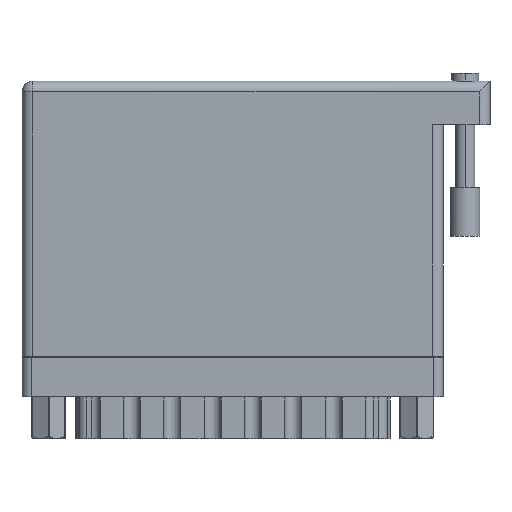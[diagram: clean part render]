
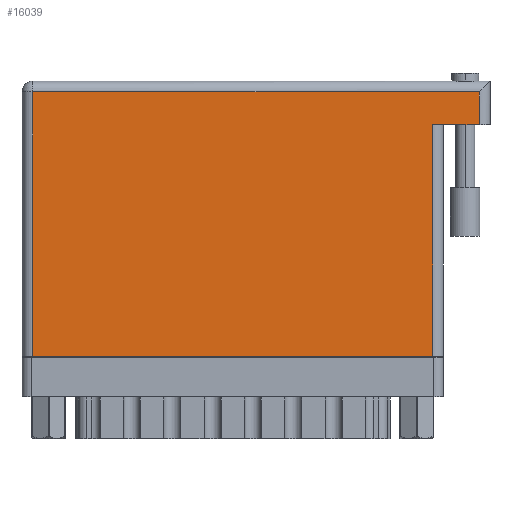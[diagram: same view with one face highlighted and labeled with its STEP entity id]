
A CAD part, front view. The second image highlights one B-rep face of the part: STEP entity #16039.
In plain terms, the highlighted face is planar.
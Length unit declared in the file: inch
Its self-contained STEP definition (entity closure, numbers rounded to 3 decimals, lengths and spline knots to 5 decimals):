
#336 = LINE ( 'NONE', #28638, #43934 ) ;
#3227 = EDGE_CURVE ( 'NONE', #45978, #6178, #11176, .T. ) ;
#5601 = LINE ( 'NONE', #51934, #32774 ) ;
#6178 = VERTEX_POINT ( 'NONE', #59544 ) ;
#6679 = CARTESIAN_POINT ( 'NONE',  ( 0.07, 0., 0. ) ) ;
#7263 = EDGE_CURVE ( 'NONE', #45978, #17883, #51174, .T. ) ;
#9556 = ORIENTED_EDGE ( 'NONE', *, *, #73400, .T. ) ;
#11176 = LINE ( 'NONE', #30182, #19908 ) ;
#11493 = CARTESIAN_POINT ( 'NONE',  ( 2.948, 1.495, 0. ) ) ;
#15185 = EDGE_CURVE ( 'NONE', #19464, #42512, #336, .T. ) ;
#15464 = ORIENTED_EDGE ( 'NONE', *, *, #16878, .T. ) ;
#15910 = ORIENTED_EDGE ( 'NONE', *, *, #15185, .T. ) ;
#16039 = ADVANCED_FACE ( 'NONE', ( #60307 ), #65407, .F. ) ;
#16878 = EDGE_CURVE ( 'NONE', #42512, #6178, #23442, .T. ) ;
#17048 = CARTESIAN_POINT ( 'NONE',  ( 2.948, 1.705, 0. ) ) ;
#17883 = VERTEX_POINT ( 'NONE', #17048 ) ;
#19464 = VERTEX_POINT ( 'NONE', #6679 ) ;
#19491 = EDGE_CURVE ( 'NONE', #22325, #19464, #5601, .T. ) ;
#19908 = VECTOR ( 'NONE', #42432, 39.37008 ) ;
#20488 = CARTESIAN_POINT ( 'NONE',  ( 2.648, 0., 0. ) ) ;
#22325 = VERTEX_POINT ( 'NONE', #56357 ) ;
#23442 = LINE ( 'NONE', #24899, #32220 ) ;
#24899 = CARTESIAN_POINT ( 'NONE',  ( 2.648, 1.495, 0. ) ) ;
#25453 = ORIENTED_EDGE ( 'NONE', *, *, #3227, .F. ) ;
#27853 = EDGE_LOOP ( 'NONE', ( #15910, #15464, #25453, #52465, #9556, #47052 ) ) ;
#28289 = CARTESIAN_POINT ( 'NONE',  ( 0., 1.775, 0. ) ) ;
#28638 = CARTESIAN_POINT ( 'NONE',  ( 0., 0., 0. ) ) ;
#28774 = VECTOR ( 'NONE', #57357, 39.37008 ) ;
#28937 = AXIS2_PLACEMENT_3D ( 'NONE', #28289, #71634, #40791 ) ;
#30182 = CARTESIAN_POINT ( 'NONE',  ( 3.018, 1.495, 0. ) ) ;
#30812 = VECTOR ( 'NONE', #40517, 39.37008 ) ;
#32220 = VECTOR ( 'NONE', #68255, 39.37008 ) ;
#32774 = VECTOR ( 'NONE', #64378, 39.37008 ) ;
#34123 = DIRECTION ( 'NONE',  ( 1., 0., 0. ) ) ;
#40517 = DIRECTION ( 'NONE',  ( 0., 1., 0. ) ) ;
#40791 = DIRECTION ( 'NONE',  ( -1., 0., 0. ) ) ;
#42432 = DIRECTION ( 'NONE',  ( -1., 0., 0. ) ) ;
#42512 = VERTEX_POINT ( 'NONE', #20488 ) ;
#43934 = VECTOR ( 'NONE', #34123, 39.37008 ) ;
#44929 = CARTESIAN_POINT ( 'NONE',  ( 0., 1.705, 0. ) ) ;
#45978 = VERTEX_POINT ( 'NONE', #11493 ) ;
#47052 = ORIENTED_EDGE ( 'NONE', *, *, #19491, .T. ) ;
#51174 = LINE ( 'NONE', #65676, #30812 ) ;
#51934 = CARTESIAN_POINT ( 'NONE',  ( 0.07, 0., 0. ) ) ;
#52465 = ORIENTED_EDGE ( 'NONE', *, *, #7263, .T. ) ;
#56357 = CARTESIAN_POINT ( 'NONE',  ( 0.07, 1.705, 0. ) ) ;
#57357 = DIRECTION ( 'NONE',  ( -1., 0., 0. ) ) ;
#59544 = CARTESIAN_POINT ( 'NONE',  ( 2.648, 1.495, 0. ) ) ;
#60307 = FACE_OUTER_BOUND ( 'NONE', #27853, .T. ) ;
#64378 = DIRECTION ( 'NONE',  ( 0., -1., 0. ) ) ;
#65407 = PLANE ( 'NONE',  #28937 ) ;
#65676 = CARTESIAN_POINT ( 'NONE',  ( 2.948, 1.775, 0. ) ) ;
#68255 = DIRECTION ( 'NONE',  ( 0., 1., 0. ) ) ;
#71634 = DIRECTION ( 'NONE',  ( 0., 0., -1. ) ) ;
#73400 = EDGE_CURVE ( 'NONE', #17883, #22325, #80187, .T. ) ;
#80187 = LINE ( 'NONE', #44929, #28774 ) ;
